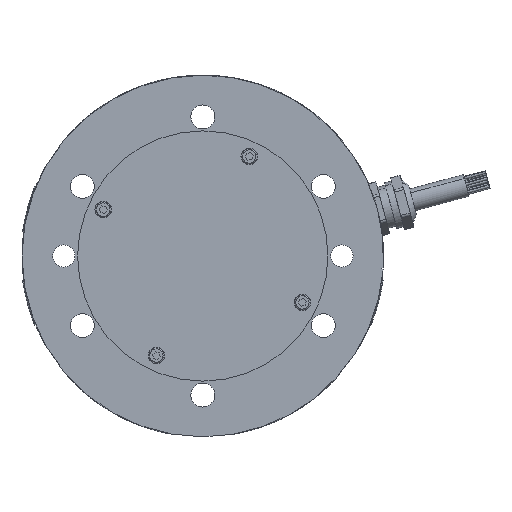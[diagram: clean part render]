
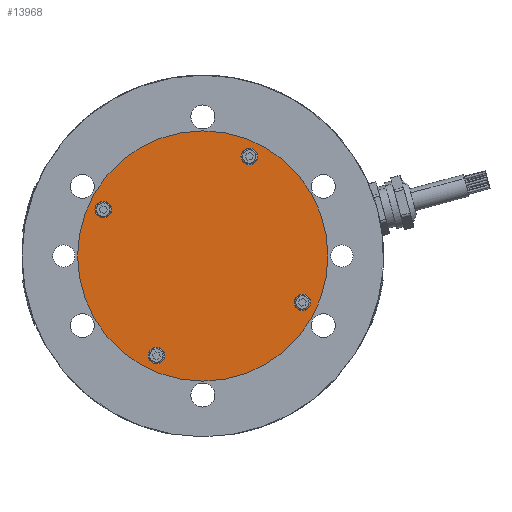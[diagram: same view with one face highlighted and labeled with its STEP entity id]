
A CAD part, front view. The second image highlights one B-rep face of the part: STEP entity #13968.
In plain terms, the highlighted planar face has unit normal (0, -1, 0).
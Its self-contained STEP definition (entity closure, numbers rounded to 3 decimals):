
#33 = DIRECTION ( 'NONE',  ( 0., 0., 1. ) ) ;
#211 = DIRECTION ( 'NONE',  ( 0., 0., 1. ) ) ;
#671 = CARTESIAN_POINT ( 'NONE',  ( -35.799, -27.9, 13.693 ) ) ;
#861 = EDGE_CURVE ( 'NONE', #64187, #55412, #25542, .T. ) ;
#975 = AXIS2_PLACEMENT_3D ( 'NONE', #15115, #52711, #20502 ) ;
#2029 = AXIS2_PLACEMENT_3D ( 'NONE', #31016, #68346, #30779 ) ;
#3265 = CARTESIAN_POINT ( 'NONE',  ( 0., -27.9, 0. ) ) ;
#4035 = VERTEX_POINT ( 'NONE', #14479 ) ;
#4351 = ORIENTED_EDGE ( 'NONE', *, *, #60593, .F. ) ;
#6267 = FACE_OUTER_BOUND ( 'NONE', #45354, .T. ) ;
#6441 = ORIENTED_EDGE ( 'NONE', *, *, #40548, .T. ) ;
#6772 = VERTEX_POINT ( 'NONE', #11754 ) ;
#7811 = AXIS2_PLACEMENT_3D ( 'NONE', #64676, #32508, #211 ) ;
#8681 = DIRECTION ( 'NONE',  ( 0., 0., 1. ) ) ;
#9173 = CARTESIAN_POINT ( 'NONE',  ( 16.693, -27.9, 38.799 ) ) ;
#9327 = CARTESIAN_POINT ( 'NONE',  ( -16.693, -27.9, -35.799 ) ) ;
#10270 = AXIS2_PLACEMENT_3D ( 'NONE', #22537, #60144, #27973 ) ;
#10387 = AXIS2_PLACEMENT_3D ( 'NONE', #41842, #20454, #58060 ) ;
#10444 = EDGE_CURVE ( 'NONE', #49239, #6772, #45756, .T. ) ;
#11681 = CARTESIAN_POINT ( 'NONE',  ( 16.693, -27.9, 32.799 ) ) ;
#11725 = EDGE_CURVE ( 'NONE', #55412, #64187, #20698, .T. ) ;
#11754 = CARTESIAN_POINT ( 'NONE',  ( 35.799, -27.9, -13.693 ) ) ;
#11988 = ORIENTED_EDGE ( 'NONE', *, *, #11725, .F. ) ;
#12365 = AXIS2_PLACEMENT_3D ( 'NONE', #52710, #20501, #58109 ) ;
#13096 = ORIENTED_EDGE ( 'NONE', *, *, #49191, .F. ) ;
#13968 = ADVANCED_FACE ( 'NONE', ( #34936, #65184, #63468, #20569, #6267 ), #52659, .F. ) ;
#13995 = AXIS2_PLACEMENT_3D ( 'NONE', #9327, #46957, #14750 ) ;
#14479 = CARTESIAN_POINT ( 'NONE',  ( 0., -27.9, 45. ) ) ;
#14750 = DIRECTION ( 'NONE',  ( 0., 0., 1. ) ) ;
#15115 = CARTESIAN_POINT ( 'NONE',  ( 0., -27.9, 0. ) ) ;
#17440 = AXIS2_PLACEMENT_3D ( 'NONE', #29084, #66659, #34527 ) ;
#17503 = CIRCLE ( 'NONE', #67092, 45. ) ;
#20454 = DIRECTION ( 'NONE',  ( 0., 1., 0. ) ) ;
#20501 = DIRECTION ( 'NONE',  ( 0., -1., 0. ) ) ;
#20502 = DIRECTION ( 'NONE',  ( 0., 0., 1. ) ) ;
#20569 = FACE_BOUND ( 'NONE', #51876, .T. ) ;
#20698 = CIRCLE ( 'NONE', #29301, 3. ) ;
#20739 = VERTEX_POINT ( 'NONE', #64995 ) ;
#21110 = CARTESIAN_POINT ( 'NONE',  ( -16.693, -27.9, -38.799 ) ) ;
#22537 = CARTESIAN_POINT ( 'NONE',  ( -16.693, -27.9, -35.799 ) ) ;
#23456 = CIRCLE ( 'NONE', #7811, 3. ) ;
#24000 = CIRCLE ( 'NONE', #17440, 3. ) ;
#25542 = CIRCLE ( 'NONE', #2029, 3. ) ;
#27137 = DIRECTION ( 'NONE',  ( 0., -1., 0. ) ) ;
#27973 = DIRECTION ( 'NONE',  ( 0., 0., 1. ) ) ;
#28826 = VERTEX_POINT ( 'NONE', #671 ) ;
#29084 = CARTESIAN_POINT ( 'NONE',  ( -35.799, -27.9, 16.693 ) ) ;
#29301 = AXIS2_PLACEMENT_3D ( 'NONE', #59316, #27137, #64733 ) ;
#29962 = ORIENTED_EDGE ( 'NONE', *, *, #57329, .F. ) ;
#30229 = CIRCLE ( 'NONE', #13995, 3. ) ;
#30779 = DIRECTION ( 'NONE',  ( 0., 0., 1. ) ) ;
#31016 = CARTESIAN_POINT ( 'NONE',  ( 16.693, -27.9, 35.799 ) ) ;
#31506 = EDGE_CURVE ( 'NONE', #45320, #4035, #66861, .T. ) ;
#32045 = CARTESIAN_POINT ( 'NONE',  ( 0., -27.9, -45. ) ) ;
#32322 = DIRECTION ( 'NONE',  ( 0., -1., 0. ) ) ;
#32508 = DIRECTION ( 'NONE',  ( 0., -1., 0. ) ) ;
#33759 = ORIENTED_EDGE ( 'NONE', *, *, #54305, .F. ) ;
#34081 = ORIENTED_EDGE ( 'NONE', *, *, #10444, .F. ) ;
#34527 = DIRECTION ( 'NONE',  ( 0., 0., 1. ) ) ;
#34936 = FACE_BOUND ( 'NONE', #47186, .T. ) ;
#35366 = ORIENTED_EDGE ( 'NONE', *, *, #31506, .T. ) ;
#37462 = ORIENTED_EDGE ( 'NONE', *, *, #64278, .F. ) ;
#38287 = AXIS2_PLACEMENT_3D ( 'NONE', #64491, #32322, #33 ) ;
#38544 = CIRCLE ( 'NONE', #12365, 3. ) ;
#40548 = EDGE_CURVE ( 'NONE', #4035, #45320, #17503, .T. ) ;
#40906 = DIRECTION ( 'NONE',  ( 0., -1., 0. ) ) ;
#41154 = VERTEX_POINT ( 'NONE', #64517 ) ;
#41842 = CARTESIAN_POINT ( 'NONE',  ( 0., -27.9, 0. ) ) ;
#42602 = EDGE_LOOP ( 'NONE', ( #11988, #65676 ) ) ;
#45320 = VERTEX_POINT ( 'NONE', #32045 ) ;
#45354 = EDGE_LOOP ( 'NONE', ( #6441, #35366 ) ) ;
#45756 = CIRCLE ( 'NONE', #38287, 3. ) ;
#46957 = DIRECTION ( 'NONE',  ( 0., -1., 0. ) ) ;
#47186 = EDGE_LOOP ( 'NONE', ( #13096, #34081 ) ) ;
#47342 = CIRCLE ( 'NONE', #10270, 3. ) ;
#49191 = EDGE_CURVE ( 'NONE', #6772, #49239, #38544, .T. ) ;
#49239 = VERTEX_POINT ( 'NONE', #63742 ) ;
#51876 = EDGE_LOOP ( 'NONE', ( #29962, #33759 ) ) ;
#52659 = PLANE ( 'NONE',  #10387 ) ;
#52710 = CARTESIAN_POINT ( 'NONE',  ( 35.799, -27.9, -16.693 ) ) ;
#52711 = DIRECTION ( 'NONE',  ( 0., -1., 0. ) ) ;
#54305 = EDGE_CURVE ( 'NONE', #68817, #20739, #47342, .T. ) ;
#55412 = VERTEX_POINT ( 'NONE', #9173 ) ;
#56363 = EDGE_LOOP ( 'NONE', ( #4351, #37462 ) ) ;
#57329 = EDGE_CURVE ( 'NONE', #20739, #68817, #30229, .T. ) ;
#58060 = DIRECTION ( 'NONE',  ( 0., 0., -1. ) ) ;
#58109 = DIRECTION ( 'NONE',  ( 0., 0., 1. ) ) ;
#59316 = CARTESIAN_POINT ( 'NONE',  ( 16.693, -27.9, 35.799 ) ) ;
#60144 = DIRECTION ( 'NONE',  ( 0., -1., 0. ) ) ;
#60593 = EDGE_CURVE ( 'NONE', #41154, #28826, #23456, .T. ) ;
#63468 = FACE_BOUND ( 'NONE', #56363, .T. ) ;
#63742 = CARTESIAN_POINT ( 'NONE',  ( 35.799, -27.9, -19.693 ) ) ;
#64187 = VERTEX_POINT ( 'NONE', #11681 ) ;
#64278 = EDGE_CURVE ( 'NONE', #28826, #41154, #24000, .T. ) ;
#64491 = CARTESIAN_POINT ( 'NONE',  ( 35.799, -27.9, -16.693 ) ) ;
#64517 = CARTESIAN_POINT ( 'NONE',  ( -35.799, -27.9, 19.693 ) ) ;
#64676 = CARTESIAN_POINT ( 'NONE',  ( -35.799, -27.9, 16.693 ) ) ;
#64733 = DIRECTION ( 'NONE',  ( 0., 0., 1. ) ) ;
#64995 = CARTESIAN_POINT ( 'NONE',  ( -16.693, -27.9, -32.799 ) ) ;
#65184 = FACE_BOUND ( 'NONE', #42602, .T. ) ;
#65676 = ORIENTED_EDGE ( 'NONE', *, *, #861, .F. ) ;
#66659 = DIRECTION ( 'NONE',  ( 0., -1., 0. ) ) ;
#66861 = CIRCLE ( 'NONE', #975, 45. ) ;
#67092 = AXIS2_PLACEMENT_3D ( 'NONE', #3265, #40906, #8681 ) ;
#68346 = DIRECTION ( 'NONE',  ( 0., -1., 0. ) ) ;
#68817 = VERTEX_POINT ( 'NONE', #21110 ) ;
